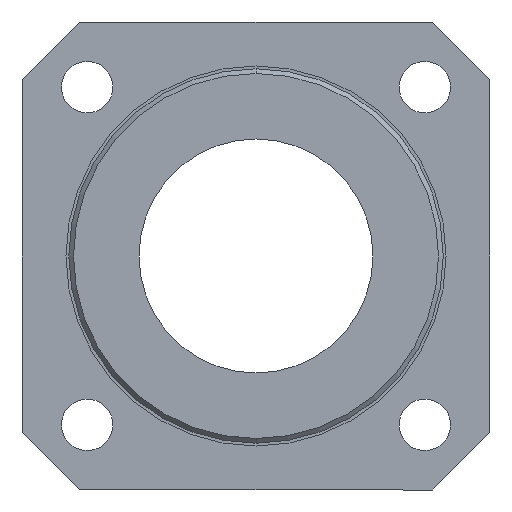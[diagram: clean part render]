
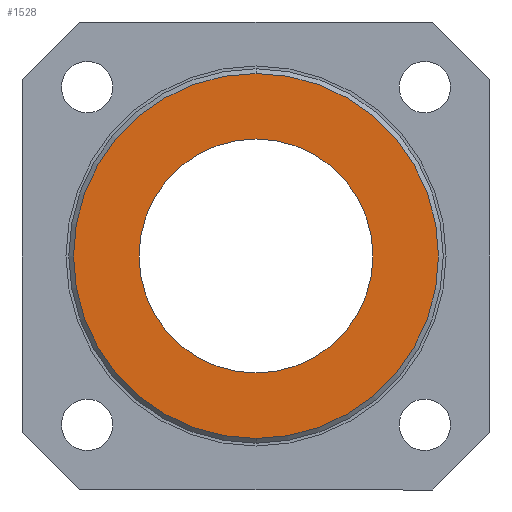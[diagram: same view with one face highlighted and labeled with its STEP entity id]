
A CAD part, left-side view. The second image highlights one B-rep face of the part: STEP entity #1528.
In plain terms, the highlighted planar face has unit normal (-1, 0, 0).
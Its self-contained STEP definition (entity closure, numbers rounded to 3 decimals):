
#3 = AXIS2_PLACEMENT_3D ( 'NONE', #671, #681, #682 ) ;
#19 = AXIS2_PLACEMENT_3D ( 'NONE', #891, #648, #649 ) ;
#26 = AXIS2_PLACEMENT_3D ( 'NONE', #875, #876, #877 ) ;
#61 = AXIS2_PLACEMENT_3D ( 'NONE', #1049, #1052, #1053 ) ;
#92 = CIRCLE ( 'NONE', #1606, 12.5 ) ;
#398 = FACE_OUTER_BOUND ( 'NONE', #1152, .T. ) ;
#401 = FACE_BOUND ( 'NONE', #1314, .T. ) ;
#456 = EDGE_CURVE ( 'NONE', #638, #619, #560, .T. ) ;
#466 = EDGE_CURVE ( 'NONE', #615, #624, #571, .T. ) ;
#481 = EDGE_CURVE ( 'NONE', #624, #615, #544, .T. ) ;
#509 = EDGE_CURVE ( 'NONE', #619, #638, #92, .T. ) ;
#544 = CIRCLE ( 'NONE', #3, 19.5 ) ;
#560 = CIRCLE ( 'NONE', #26, 12.5 ) ;
#571 = CIRCLE ( 'NONE', #19, 19.5 ) ;
#615 = VERTEX_POINT ( 'NONE', #785 ) ;
#619 = VERTEX_POINT ( 'NONE', #788 ) ;
#624 = VERTEX_POINT ( 'NONE', #791 ) ;
#638 = VERTEX_POINT ( 'NONE', #1396 ) ;
#648 = DIRECTION ( 'NONE',  ( -1., 0., 0. ) ) ;
#649 = DIRECTION ( 'NONE',  ( 0., 0., -1. ) ) ;
#671 = CARTESIAN_POINT ( 'NONE',  ( -52., 0., 0. ) ) ;
#681 = DIRECTION ( 'NONE',  ( -1., 0., 0. ) ) ;
#682 = DIRECTION ( 'NONE',  ( 0., 0., -1. ) ) ;
#741 = CARTESIAN_POINT ( 'NONE',  ( -52., 0., 0. ) ) ;
#743 = DIRECTION ( 'NONE',  ( -1., 0., 0. ) ) ;
#744 = DIRECTION ( 'NONE',  ( 0., 0., -1. ) ) ;
#785 = CARTESIAN_POINT ( 'NONE',  ( -52., 0., 19.5 ) ) ;
#788 = CARTESIAN_POINT ( 'NONE',  ( -52., 0., 12.5 ) ) ;
#791 = CARTESIAN_POINT ( 'NONE',  ( -52., 0., -19.5 ) ) ;
#875 = CARTESIAN_POINT ( 'NONE',  ( -52., 0., 0. ) ) ;
#876 = DIRECTION ( 'NONE',  ( -1., 0., 0. ) ) ;
#877 = DIRECTION ( 'NONE',  ( 0., 0., -1. ) ) ;
#891 = CARTESIAN_POINT ( 'NONE',  ( -52., 0., 0. ) ) ;
#1049 = CARTESIAN_POINT ( 'NONE',  ( -52., 0., 0. ) ) ;
#1050 = PLANE ( 'NONE',  #61 ) ;
#1052 = DIRECTION ( 'NONE',  ( 1., 0., 0. ) ) ;
#1053 = DIRECTION ( 'NONE',  ( 0., 0., -1. ) ) ;
#1152 = EDGE_LOOP ( 'NONE', ( #1223, #1222 ) ) ;
#1220 = ORIENTED_EDGE ( 'NONE', *, *, #509, .F. ) ;
#1221 = ORIENTED_EDGE ( 'NONE', *, *, #456, .F. ) ;
#1222 = ORIENTED_EDGE ( 'NONE', *, *, #466, .T. ) ;
#1223 = ORIENTED_EDGE ( 'NONE', *, *, #481, .T. ) ;
#1314 = EDGE_LOOP ( 'NONE', ( #1221, #1220 ) ) ;
#1396 = CARTESIAN_POINT ( 'NONE',  ( -52., 0., -12.5 ) ) ;
#1528 = ADVANCED_FACE ( 'NONE', ( #398, #401 ), #1050, .F. ) ;
#1606 = AXIS2_PLACEMENT_3D ( 'NONE', #741, #743, #744 ) ;
